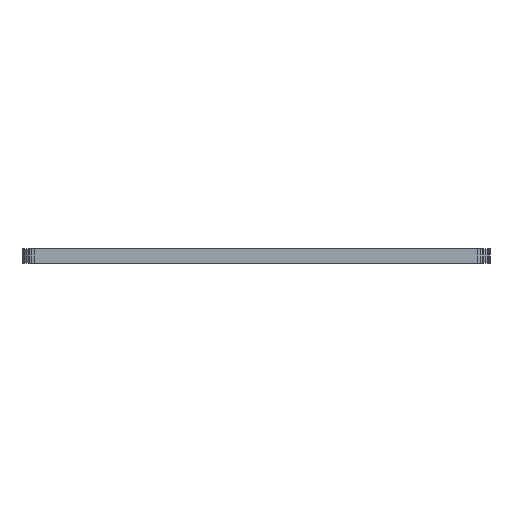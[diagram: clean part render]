
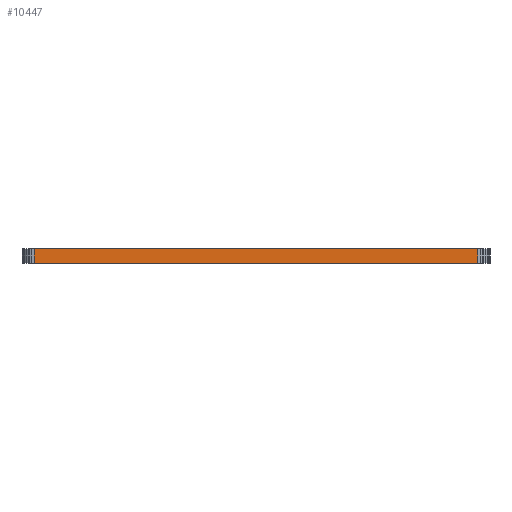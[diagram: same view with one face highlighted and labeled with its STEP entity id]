
A CAD part, left-side view. The second image highlights one B-rep face of the part: STEP entity #10447.
In plain terms, the highlighted planar face has unit normal (-1, 0, 0).
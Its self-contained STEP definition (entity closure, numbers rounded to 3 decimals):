
#90 = PLANE('',#91);
#91 = AXIS2_PLACEMENT_3D('',#92,#93,#94);
#92 = CARTESIAN_POINT('',(63.218,-80.443,1.58));
#93 = DIRECTION('',(-0.,-0.,-1.));
#94 = DIRECTION('',(-1.,0.,0.));
#144 = PLANE('',#145);
#145 = AXIS2_PLACEMENT_3D('',#146,#147,#148);
#146 = CARTESIAN_POINT('',(63.218,-80.443,0.));
#147 = DIRECTION('',(-0.,-0.,-1.));
#148 = DIRECTION('',(-1.,0.,0.));
#1009 = VERTEX_POINT('',#1010);
#1010 = CARTESIAN_POINT('',(38.461,-103.93,0.));
#1024 = PLANE('',#1025);
#1025 = AXIS2_PLACEMENT_3D('',#1026,#1027,#1028);
#1026 = CARTESIAN_POINT('',(38.48,-104.151,0.));
#1027 = DIRECTION('',(-0.996,-0.087,0.));
#1028 = DIRECTION('',(-0.087,0.996,0.));
#1036 = EDGE_CURVE('',#1009,#1037,#1039,.T.);
#1037 = VERTEX_POINT('',#1038);
#1038 = CARTESIAN_POINT('',(38.461,-56.956,0.));
#1039 = SURFACE_CURVE('',#1040,(#1044,#1051),.PCURVE_S1.);
#1040 = LINE('',#1041,#1042);
#1041 = CARTESIAN_POINT('',(38.461,-103.93,0.));
#1042 = VECTOR('',#1043,1.);
#1043 = DIRECTION('',(0.,1.,0.));
#1044 = PCURVE('',#144,#1045);
#1045 = DEFINITIONAL_REPRESENTATION('',(#1046),#1050);
#1046 = LINE('',#1047,#1048);
#1047 = CARTESIAN_POINT('',(24.757,-23.487));
#1048 = VECTOR('',#1049,1.);
#1049 = DIRECTION('',(0.,1.));
#1050 = ( GEOMETRIC_REPRESENTATION_CONTEXT(2) 
PARAMETRIC_REPRESENTATION_CONTEXT() REPRESENTATION_CONTEXT('2D SPACE',''
  ) );
#1051 = PCURVE('',#1052,#1057);
#1052 = PLANE('',#1053);
#1053 = AXIS2_PLACEMENT_3D('',#1054,#1055,#1056);
#1054 = CARTESIAN_POINT('',(38.461,-103.93,0.));
#1055 = DIRECTION('',(-1.,0.,0.));
#1056 = DIRECTION('',(0.,1.,0.));
#1057 = DEFINITIONAL_REPRESENTATION('',(#1058),#1062);
#1058 = LINE('',#1059,#1060);
#1059 = CARTESIAN_POINT('',(0.,0.));
#1060 = VECTOR('',#1061,1.);
#1061 = DIRECTION('',(1.,0.));
#1062 = ( GEOMETRIC_REPRESENTATION_CONTEXT(2) 
PARAMETRIC_REPRESENTATION_CONTEXT() REPRESENTATION_CONTEXT('2D SPACE',''
  ) );
#1080 = PLANE('',#1081);
#1081 = AXIS2_PLACEMENT_3D('',#1082,#1083,#1084);
#1082 = CARTESIAN_POINT('',(38.461,-56.956,0.));
#1083 = DIRECTION('',(-0.996,0.087,0.));
#1084 = DIRECTION('',(0.087,0.996,0.));
#6149 = VERTEX_POINT('',#6150);
#6150 = CARTESIAN_POINT('',(38.461,-103.93,1.58));
#6171 = EDGE_CURVE('',#6149,#6172,#6174,.T.);
#6172 = VERTEX_POINT('',#6173);
#6173 = CARTESIAN_POINT('',(38.461,-56.956,1.58));
#6174 = SURFACE_CURVE('',#6175,(#6179,#6186),.PCURVE_S1.);
#6175 = LINE('',#6176,#6177);
#6176 = CARTESIAN_POINT('',(38.461,-103.93,1.58));
#6177 = VECTOR('',#6178,1.);
#6178 = DIRECTION('',(0.,1.,0.));
#6179 = PCURVE('',#90,#6180);
#6180 = DEFINITIONAL_REPRESENTATION('',(#6181),#6185);
#6181 = LINE('',#6182,#6183);
#6182 = CARTESIAN_POINT('',(24.757,-23.487));
#6183 = VECTOR('',#6184,1.);
#6184 = DIRECTION('',(0.,1.));
#6185 = ( GEOMETRIC_REPRESENTATION_CONTEXT(2) 
PARAMETRIC_REPRESENTATION_CONTEXT() REPRESENTATION_CONTEXT('2D SPACE',''
  ) );
#6186 = PCURVE('',#1052,#6187);
#6187 = DEFINITIONAL_REPRESENTATION('',(#6188),#6192);
#6188 = LINE('',#6189,#6190);
#6189 = CARTESIAN_POINT('',(0.,-1.58));
#6190 = VECTOR('',#6191,1.);
#6191 = DIRECTION('',(1.,0.));
#6192 = ( GEOMETRIC_REPRESENTATION_CONTEXT(2) 
PARAMETRIC_REPRESENTATION_CONTEXT() REPRESENTATION_CONTEXT('2D SPACE',''
  ) );
#10397 = EDGE_CURVE('',#1037,#6172,#10398,.T.);
#10398 = SURFACE_CURVE('',#10399,(#10403,#10410),.PCURVE_S1.);
#10399 = LINE('',#10400,#10401);
#10400 = CARTESIAN_POINT('',(38.461,-56.956,0.));
#10401 = VECTOR('',#10402,1.);
#10402 = DIRECTION('',(0.,0.,1.));
#10403 = PCURVE('',#1080,#10404);
#10404 = DEFINITIONAL_REPRESENTATION('',(#10405),#10409);
#10405 = LINE('',#10406,#10407);
#10406 = CARTESIAN_POINT('',(0.,0.));
#10407 = VECTOR('',#10408,1.);
#10408 = DIRECTION('',(0.,-1.));
#10409 = ( GEOMETRIC_REPRESENTATION_CONTEXT(2) 
PARAMETRIC_REPRESENTATION_CONTEXT() REPRESENTATION_CONTEXT('2D SPACE',''
  ) );
#10410 = PCURVE('',#1052,#10411);
#10411 = DEFINITIONAL_REPRESENTATION('',(#10412),#10416);
#10412 = LINE('',#10413,#10414);
#10413 = CARTESIAN_POINT('',(46.974,0.));
#10414 = VECTOR('',#10415,1.);
#10415 = DIRECTION('',(0.,-1.));
#10416 = ( GEOMETRIC_REPRESENTATION_CONTEXT(2) 
PARAMETRIC_REPRESENTATION_CONTEXT() REPRESENTATION_CONTEXT('2D SPACE',''
  ) );
#10447 = ADVANCED_FACE('',(#10448),#1052,.T.);
#10448 = FACE_BOUND('',#10449,.T.);
#10449 = EDGE_LOOP('',(#10450,#10471,#10472,#10473));
#10450 = ORIENTED_EDGE('',*,*,#10451,.T.);
#10451 = EDGE_CURVE('',#1009,#6149,#10452,.T.);
#10452 = SURFACE_CURVE('',#10453,(#10457,#10464),.PCURVE_S1.);
#10453 = LINE('',#10454,#10455);
#10454 = CARTESIAN_POINT('',(38.461,-103.93,0.));
#10455 = VECTOR('',#10456,1.);
#10456 = DIRECTION('',(0.,0.,1.));
#10457 = PCURVE('',#1052,#10458);
#10458 = DEFINITIONAL_REPRESENTATION('',(#10459),#10463);
#10459 = LINE('',#10460,#10461);
#10460 = CARTESIAN_POINT('',(0.,0.));
#10461 = VECTOR('',#10462,1.);
#10462 = DIRECTION('',(0.,-1.));
#10463 = ( GEOMETRIC_REPRESENTATION_CONTEXT(2) 
PARAMETRIC_REPRESENTATION_CONTEXT() REPRESENTATION_CONTEXT('2D SPACE',''
  ) );
#10464 = PCURVE('',#1024,#10465);
#10465 = DEFINITIONAL_REPRESENTATION('',(#10466),#10470);
#10466 = LINE('',#10467,#10468);
#10467 = CARTESIAN_POINT('',(0.221,0.));
#10468 = VECTOR('',#10469,1.);
#10469 = DIRECTION('',(0.,-1.));
#10470 = ( GEOMETRIC_REPRESENTATION_CONTEXT(2) 
PARAMETRIC_REPRESENTATION_CONTEXT() REPRESENTATION_CONTEXT('2D SPACE',''
  ) );
#10471 = ORIENTED_EDGE('',*,*,#6171,.T.);
#10472 = ORIENTED_EDGE('',*,*,#10397,.F.);
#10473 = ORIENTED_EDGE('',*,*,#1036,.F.);
